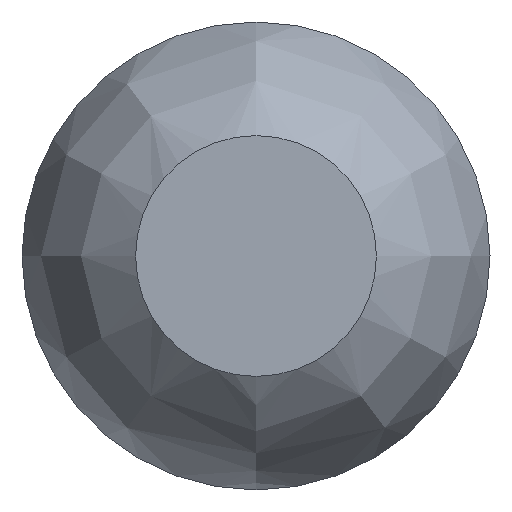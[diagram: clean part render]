
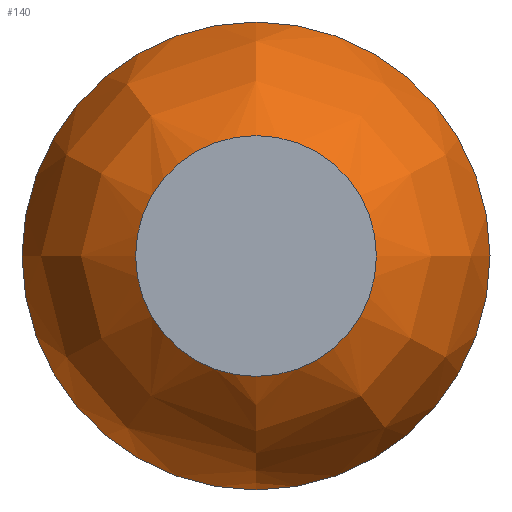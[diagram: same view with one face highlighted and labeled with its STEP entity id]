
A CAD part, front view. The second image highlights one B-rep face of the part: STEP entity #140.
In plain terms, the highlighted free-form (B-spline) face has degree [3, 3] with [4, 7] control points.
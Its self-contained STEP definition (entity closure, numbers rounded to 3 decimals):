
#90=(
BOUNDED_SURFACE()
B_SPLINE_SURFACE(3,3,((#439,#440,#441,#442,#443,#444,#445),(#446,#447,#448,
#449,#450,#451,#452),(#453,#454,#455,#456,#457,#458,#459),(#460,#461,#462,
#463,#464,#465,#466)),.UNSPECIFIED.,.F.,.T.,.F.)
B_SPLINE_SURFACE_WITH_KNOTS((4,4),(1,3,3,3,1),(0.,1.),(-0.5,0.,0.5,1.,1.5),
 .UNSPECIFIED.)
GEOMETRIC_REPRESENTATION_ITEM()
RATIONAL_B_SPLINE_SURFACE(((1.,0.333,0.333,1.,0.333,
0.333,1.),(0.928,0.309,0.309,
0.928,0.309,0.309,0.928),
(0.928,0.309,0.309,0.928,
0.309,0.309,0.928),(1.,0.333,
0.333,1.,0.333,0.333,1.)))
REPRESENTATION_ITEM('')
SURFACE()
);
#95=FACE_BOUND('',#171,.T.);
#96=FACE_BOUND('',#172,.T.);
#140=ADVANCED_FACE('Defeature ausgef\X2\9EE8\X0\rt1_4',(#95,#96),#90,.T.);
#171=EDGE_LOOP('',(#212));
#172=EDGE_LOOP('',(#213));
#212=ORIENTED_EDGE('',*,*,#268,.F.);
#213=ORIENTED_EDGE('',*,*,#269,.T.);
#245=VERTEX_POINT('',#436);
#246=VERTEX_POINT('',#438);
#268=EDGE_CURVE('',#245,#245,#279,.T.);
#269=EDGE_CURVE(
'Defeature ausgef\X2\9EE8\X0\rt1_4+Defeature ausgef\X2\9EE8\X0\rt1_5+D
efeature ausgef\X2\9EE8\X0\rt1_5+Defeature ausgef\X2\9EE8\X0\rt1_5',#246,
#246,#280,.T.);
#279=CIRCLE('',#300,0.35);
#280=CIRCLE('',#301,0.68);
#300=AXIS2_PLACEMENT_3D('',#435,#348,#349);
#301=AXIS2_PLACEMENT_3D('',#437,#350,#351);
#348=DIRECTION('',(0.,-1.,0.));
#349=DIRECTION('',(0.,0.,-1.));
#350=DIRECTION('',(0.,-1.,0.));
#351=DIRECTION('',(0.,0.,1.));
#435=CARTESIAN_POINT('',(0.,-25.,0.));
#436=CARTESIAN_POINT('',(0.,-25.,-0.35));
#437=CARTESIAN_POINT('',(0.,-24.512,0.));
#438=CARTESIAN_POINT('',(0.,-24.512,0.68));
#439=CARTESIAN_POINT('',(0.,-25.,-0.35));
#440=CARTESIAN_POINT('',(0.7,-25.,-0.35));
#441=CARTESIAN_POINT('',(0.7,-25.,0.35));
#442=CARTESIAN_POINT('',(0.,-25.,0.35));
#443=CARTESIAN_POINT('',(-0.7,-25.,0.35));
#444=CARTESIAN_POINT('',(-0.7,-25.,-0.35));
#445=CARTESIAN_POINT('',(0.,-25.,-0.35));
#446=CARTESIAN_POINT('',(0.,-24.897,-0.535));
#447=CARTESIAN_POINT('',(1.07,-24.897,-0.535));
#448=CARTESIAN_POINT('',(1.07,-24.897,0.535));
#449=CARTESIAN_POINT('',(0.,-24.897,0.535));
#450=CARTESIAN_POINT('',(-1.07,-24.897,0.535));
#451=CARTESIAN_POINT('',(-1.07,-24.897,-0.535));
#452=CARTESIAN_POINT('',(0.,-24.897,-0.535));
#453=CARTESIAN_POINT('',(0.,-24.722,-0.654));
#454=CARTESIAN_POINT('',(1.308,-24.722,-0.654));
#455=CARTESIAN_POINT('',(1.308,-24.722,0.654));
#456=CARTESIAN_POINT('',(0.,-24.722,0.654));
#457=CARTESIAN_POINT('',(-1.308,-24.722,0.654));
#458=CARTESIAN_POINT('',(-1.308,-24.722,-0.654));
#459=CARTESIAN_POINT('',(0.,-24.722,-0.654));
#460=CARTESIAN_POINT('',(0.,-24.512,-0.68));
#461=CARTESIAN_POINT('',(1.36,-24.512,-0.68));
#462=CARTESIAN_POINT('',(1.36,-24.512,0.68));
#463=CARTESIAN_POINT('',(0.,-24.512,0.68));
#464=CARTESIAN_POINT('',(-1.36,-24.512,0.68));
#465=CARTESIAN_POINT('',(-1.36,-24.512,-0.68));
#466=CARTESIAN_POINT('',(0.,-24.512,-0.68));
